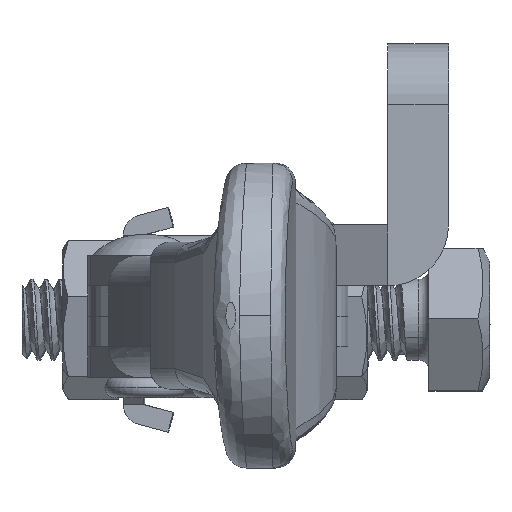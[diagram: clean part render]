
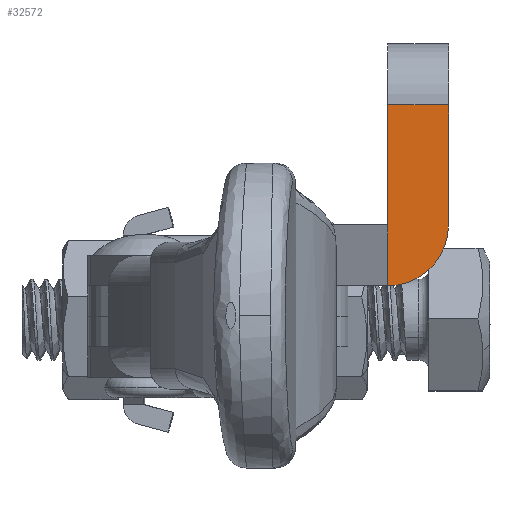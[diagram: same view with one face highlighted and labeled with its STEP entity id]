
A CAD part, left-side view. The second image highlights one B-rep face of the part: STEP entity #32572.
In plain terms, the highlighted planar face has unit normal (-1, 0, 0).
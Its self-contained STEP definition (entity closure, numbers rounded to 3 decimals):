
#19073 = CARTESIAN_POINT ( 'NONE',  ( -11.9, 3., 0. ) ) ;
#19830 = DIRECTION ( 'NONE',  ( 0., 0., -1. ) ) ;
#19831 = VECTOR ( 'NONE', #19830, 1000. ) ;
#19832 = CARTESIAN_POINT ( 'NONE',  ( -11.9, 3., 3. ) ) ;
#19833 = LINE ( 'NONE', #19832, #19831 ) ;
#19920 = DIRECTION ( 'NONE',  ( 0., 0., -1. ) ) ;
#19921 = VECTOR ( 'NONE', #19920, 1000. ) ;
#19922 = CARTESIAN_POINT ( 'NONE',  ( -11.9, 0., 0. ) ) ;
#19923 = LINE ( 'NONE', #19922, #19921 ) ;
#19983 = CARTESIAN_POINT ( 'NONE',  ( -11.9, 0., 3. ) ) ;
#19984 = CARTESIAN_POINT ( 'NONE',  ( -11.9, 0., 8.9 ) ) ;
#20016 = CARTESIAN_POINT ( 'NONE',  ( -11.9, 3., 0. ) ) ;
#20017 = LINE ( 'NONE', #20016, #20080 ) ;
#20078 = CARTESIAN_POINT ( 'NONE',  ( -11.9, 3., 8.9 ) ) ;
#20079 = DIRECTION ( 'NONE',  ( 0., 0., -1. ) ) ;
#20080 = VECTOR ( 'NONE', #20079, 1000. ) ;
#20177 = DIRECTION ( 'NONE',  ( -1., 0., 0. ) ) ;
#20178 = CARTESIAN_POINT ( 'NONE',  ( -11.9, 3., 3. ) ) ;
#20179 = AXIS2_PLACEMENT_3D ( 'NONE', #20178, #20177, #20226 ) ;
#20180 = CIRCLE ( 'NONE', #20179, 3. ) ;
#20181 = DIRECTION ( 'NONE',  ( 0., 0., -1. ) ) ;
#20182 = DIRECTION ( 'NONE',  ( 1., 0., 0. ) ) ;
#20183 = CARTESIAN_POINT ( 'NONE',  ( -11.9, 0., 0. ) ) ;
#20184 = AXIS2_PLACEMENT_3D ( 'NONE', #20183, #20182, #20181 ) ;
#20185 = PLANE ( 'NONE',  #20184 ) ;
#20186 = FACE_OUTER_BOUND ( 'NONE', #32573, .T. ) ;
#20187 = DIRECTION ( 'NONE',  ( 0., 1., 0. ) ) ;
#20188 = VECTOR ( 'NONE', #20187, 1000. ) ;
#20189 = CARTESIAN_POINT ( 'NONE',  ( -11.9, 0., 8.9 ) ) ;
#20190 = LINE ( 'NONE', #20189, #20188 ) ;
#20226 = DIRECTION ( 'NONE',  ( 0., 0., -1. ) ) ;
#23275 = VERTEX_POINT ( 'NONE', #29027 ) ;
#29027 = CARTESIAN_POINT ( 'NONE',  ( -11.9, 3., 3. ) ) ;
#32103 = VERTEX_POINT ( 'NONE', #19073 ) ;
#32366 = EDGE_CURVE ( 'NONE', #23275, #32103, #19833, .T. ) ;
#32417 = EDGE_CURVE ( 'NONE', #32418, #32419, #19923, .T. ) ;
#32418 = VERTEX_POINT ( 'NONE', #19984 ) ;
#32419 = VERTEX_POINT ( 'NONE', #19983 ) ;
#32475 = EDGE_CURVE ( 'NONE', #32476, #23275, #20017, .T. ) ;
#32476 = VERTEX_POINT ( 'NONE', #20078 ) ;
#32555 = ORIENTED_EDGE ( 'NONE', *, *, #32475, .T. ) ;
#32569 = EDGE_CURVE ( 'NONE', #32418, #32476, #20190, .T. ) ;
#32572 = ADVANCED_FACE ( 'NONE', ( #20186 ), #20185, .F. ) ;
#32573 = EDGE_LOOP ( 'NONE', ( #32574, #32575, #32577, #32578, #32555 ) ) ;
#32574 = ORIENTED_EDGE ( 'NONE', *, *, #32366, .T. ) ;
#32575 = ORIENTED_EDGE ( 'NONE', *, *, #32576, .T. ) ;
#32576 = EDGE_CURVE ( 'NONE', #32103, #32419, #20180, .T. ) ;
#32577 = ORIENTED_EDGE ( 'NONE', *, *, #32417, .F. ) ;
#32578 = ORIENTED_EDGE ( 'NONE', *, *, #32569, .T. ) ;
